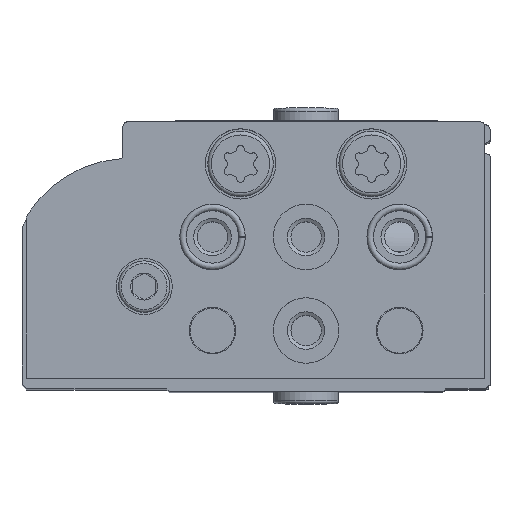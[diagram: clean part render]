
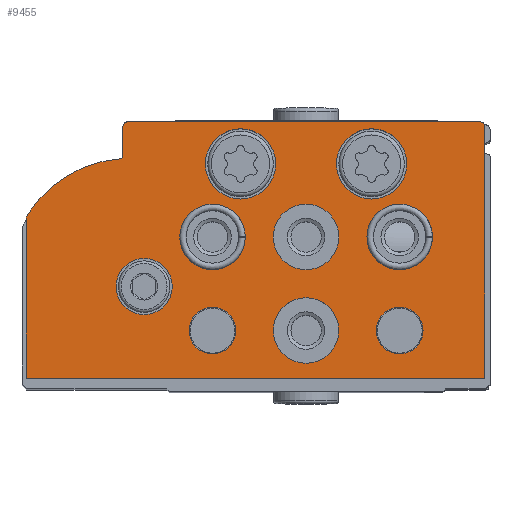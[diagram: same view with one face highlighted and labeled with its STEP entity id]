
A CAD part, top view. The second image highlights one B-rep face of the part: STEP entity #9455.
In plain terms, the highlighted face is planar.
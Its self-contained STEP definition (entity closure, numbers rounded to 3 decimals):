
#279=PLANE('',#10724);
#811=CIRCLE('',#10710,0.5);
#812=CIRCLE('',#10715,1.);
#813=CIRCLE('',#10717,13.);
#814=CIRCLE('',#10719,0.3);
#815=CIRCLE('',#10722,0.5);
#816=CIRCLE('',#10725,3.);
#817=CIRCLE('',#10726,3.75);
#818=CIRCLE('',#10727,3.75);
#819=CIRCLE('',#10728,3.5);
#820=CIRCLE('',#10729,3.5);
#821=CIRCLE('',#10730,3.5);
#822=CIRCLE('',#10731,3.5);
#823=CIRCLE('',#10732,2.5);
#824=CIRCLE('',#10733,2.5);
#1514=LINE('',#16308,#2180);
#1516=LINE('',#16312,#2182);
#1518=LINE('',#16316,#2184);
#1523=LINE('',#16332,#2189);
#1526=LINE('',#16340,#2192);
#2180=VECTOR('',#13185,1000.);
#2182=VECTOR('',#13189,1000.);
#2184=VECTOR('',#13193,1000.);
#2189=VECTOR('',#13212,1000.);
#2192=VECTOR('',#13221,1000.);
#4144=ORIENTED_EDGE('',*,*,#5874,.T.);
#4145=ORIENTED_EDGE('',*,*,#5875,.T.);
#4146=ORIENTED_EDGE('',*,*,#5876,.T.);
#4147=ORIENTED_EDGE('',*,*,#5877,.T.);
#4148=ORIENTED_EDGE('',*,*,#5878,.T.);
#4149=ORIENTED_EDGE('',*,*,#5879,.T.);
#4150=ORIENTED_EDGE('',*,*,#5880,.T.);
#4151=ORIENTED_EDGE('',*,*,#5881,.T.);
#4152=ORIENTED_EDGE('',*,*,#5882,.T.);
#4153=ORIENTED_EDGE('',*,*,#5853,.F.);
#4154=ORIENTED_EDGE('',*,*,#5872,.F.);
#4155=ORIENTED_EDGE('',*,*,#5870,.F.);
#4156=ORIENTED_EDGE('',*,*,#5868,.F.);
#4157=ORIENTED_EDGE('',*,*,#5866,.T.);
#4158=ORIENTED_EDGE('',*,*,#5864,.F.);
#4159=ORIENTED_EDGE('',*,*,#5862,.F.);
#4160=ORIENTED_EDGE('',*,*,#5860,.F.);
#4161=ORIENTED_EDGE('',*,*,#5858,.F.);
#4162=ORIENTED_EDGE('',*,*,#5856,.F.);
#5853=EDGE_CURVE('',#6903,#6904,#811,.T.);
#5856=EDGE_CURVE('',#6904,#6905,#1514,.T.);
#5858=EDGE_CURVE('',#6905,#6906,#1516,.T.);
#5860=EDGE_CURVE('',#6906,#6907,#1518,.T.);
#5862=EDGE_CURVE('',#6907,#6908,#812,.T.);
#5864=EDGE_CURVE('',#6908,#6909,#813,.T.);
#5866=EDGE_CURVE('',#6910,#6909,#814,.T.);
#5868=EDGE_CURVE('',#6910,#6911,#1523,.T.);
#5870=EDGE_CURVE('',#6911,#6912,#815,.T.);
#5872=EDGE_CURVE('',#6912,#6903,#1526,.T.);
#5874=EDGE_CURVE('',#6913,#6913,#816,.T.);
#5875=EDGE_CURVE('',#6914,#6914,#817,.T.);
#5876=EDGE_CURVE('',#6915,#6915,#818,.T.);
#5877=EDGE_CURVE('',#6916,#6916,#819,.T.);
#5878=EDGE_CURVE('',#6917,#6917,#820,.T.);
#5879=EDGE_CURVE('',#6918,#6918,#821,.T.);
#5880=EDGE_CURVE('',#6919,#6919,#822,.T.);
#5881=EDGE_CURVE('',#6920,#6920,#823,.T.);
#5882=EDGE_CURVE('',#6921,#6921,#824,.T.);
#6903=VERTEX_POINT('',#16303);
#6904=VERTEX_POINT('',#16304);
#6905=VERTEX_POINT('',#16309);
#6906=VERTEX_POINT('',#16313);
#6907=VERTEX_POINT('',#16317);
#6908=VERTEX_POINT('',#16321);
#6909=VERTEX_POINT('',#16325);
#6910=VERTEX_POINT('',#16329);
#6911=VERTEX_POINT('',#16333);
#6912=VERTEX_POINT('',#16337);
#6913=VERTEX_POINT('',#16344);
#6914=VERTEX_POINT('',#16346);
#6915=VERTEX_POINT('',#16348);
#6916=VERTEX_POINT('',#16350);
#6917=VERTEX_POINT('',#16352);
#6918=VERTEX_POINT('',#16354);
#6919=VERTEX_POINT('',#16356);
#6920=VERTEX_POINT('',#16358);
#6921=VERTEX_POINT('',#16360);
#7682=EDGE_LOOP('',(#4144));
#7683=EDGE_LOOP('',(#4145));
#7684=EDGE_LOOP('',(#4146));
#7685=EDGE_LOOP('',(#4147));
#7686=EDGE_LOOP('',(#4148));
#7687=EDGE_LOOP('',(#4149));
#7688=EDGE_LOOP('',(#4150));
#7689=EDGE_LOOP('',(#4151));
#7690=EDGE_LOOP('',(#4152));
#7691=EDGE_LOOP('',(#4153,#4154,#4155,#4156,#4157,#4158,#4159,#4160,#4161,
#4162));
#8519=FACE_BOUND('',#7682,.T.);
#8520=FACE_BOUND('',#7683,.T.);
#8521=FACE_BOUND('',#7684,.T.);
#8522=FACE_BOUND('',#7685,.T.);
#8523=FACE_BOUND('',#7686,.T.);
#8524=FACE_BOUND('',#7687,.T.);
#8525=FACE_BOUND('',#7688,.T.);
#8526=FACE_BOUND('',#7689,.T.);
#8527=FACE_BOUND('',#7690,.T.);
#8528=FACE_BOUND('',#7691,.T.);
#9455=ADVANCED_FACE('',(#8519,#8520,#8521,#8522,#8523,#8524,#8525,#8526,
#8527,#8528),#279,.F.);
#10710=AXIS2_PLACEMENT_3D('',#16302,#13179,#13180);
#10715=AXIS2_PLACEMENT_3D('',#16320,#13197,#13198);
#10717=AXIS2_PLACEMENT_3D('',#16324,#13202,#13203);
#10719=AXIS2_PLACEMENT_3D('',#16328,#13207,#13208);
#10722=AXIS2_PLACEMENT_3D('',#16336,#13216,#13217);
#10724=AXIS2_PLACEMENT_3D('',#16342,#13223,#13224);
#10725=AXIS2_PLACEMENT_3D('',#16343,#13225,#13226);
#10726=AXIS2_PLACEMENT_3D('',#16345,#13227,#13228);
#10727=AXIS2_PLACEMENT_3D('',#16347,#13229,#13230);
#10728=AXIS2_PLACEMENT_3D('',#16349,#13231,#13232);
#10729=AXIS2_PLACEMENT_3D('',#16351,#13233,#13234);
#10730=AXIS2_PLACEMENT_3D('',#16353,#13235,#13236);
#10731=AXIS2_PLACEMENT_3D('',#16355,#13237,#13238);
#10732=AXIS2_PLACEMENT_3D('',#16357,#13239,#13240);
#10733=AXIS2_PLACEMENT_3D('',#16359,#13241,#13242);
#13179=DIRECTION('',(0.,0.,1.));
#13180=DIRECTION('',(1.,0.,0.));
#13185=DIRECTION('',(0.,-1.,0.));
#13189=DIRECTION('',(1.,0.,0.));
#13193=DIRECTION('',(0.,1.,0.));
#13197=DIRECTION('',(0.,0.,1.));
#13198=DIRECTION('',(1.,0.,0.));
#13202=DIRECTION('',(0.,0.,1.));
#13203=DIRECTION('',(1.,0.,0.));
#13207=DIRECTION('',(0.,0.,1.));
#13208=DIRECTION('',(1.,0.,0.));
#13212=DIRECTION('',(0.,1.,0.));
#13216=DIRECTION('',(0.,0.,1.));
#13217=DIRECTION('',(1.,0.,0.));
#13221=DIRECTION('',(-1.,0.,0.));
#13223=DIRECTION('',(0.,0.,1.));
#13224=DIRECTION('',(1.,0.,0.));
#13225=DIRECTION('',(0.,0.,1.));
#13226=DIRECTION('',(1.,0.,0.));
#13227=DIRECTION('',(0.,0.,1.));
#13228=DIRECTION('',(1.,0.,0.));
#13229=DIRECTION('',(0.,0.,1.));
#13230=DIRECTION('',(1.,0.,0.));
#13231=DIRECTION('',(0.,0.,1.));
#13232=DIRECTION('',(1.,0.,0.));
#13233=DIRECTION('',(0.,0.,1.));
#13234=DIRECTION('',(1.,0.,0.));
#13235=DIRECTION('',(0.,0.,1.));
#13236=DIRECTION('',(1.,0.,0.));
#13237=DIRECTION('',(0.,0.,1.));
#13238=DIRECTION('',(1.,0.,0.));
#13239=DIRECTION('',(0.,0.,1.));
#13240=DIRECTION('',(1.,0.,0.));
#13241=DIRECTION('',(0.,0.,1.));
#13242=DIRECTION('',(1.,0.,0.));
#16302=CARTESIAN_POINT('',(0.5,26.9,0.));
#16303=CARTESIAN_POINT('',(0.5,27.4,0.));
#16304=CARTESIAN_POINT('',(0.,26.9,0.));
#16308=CARTESIAN_POINT('',(0.,26.9,0.));
#16309=CARTESIAN_POINT('',(0.,0.,0.));
#16312=CARTESIAN_POINT('',(0.,0.,0.));
#16313=CARTESIAN_POINT('',(49.,0.,0.));
#16316=CARTESIAN_POINT('',(49.,0.,0.));
#16317=CARTESIAN_POINT('',(49.,16.98,0.));
#16320=CARTESIAN_POINT('',(48.,16.98,0.));
#16321=CARTESIAN_POINT('',(48.842,17.52,0.));
#16324=CARTESIAN_POINT('',(37.9,10.5,0.));
#16325=CARTESIAN_POINT('',(38.936,23.459,0.));
#16328=CARTESIAN_POINT('',(38.96,23.758,0.));
#16329=CARTESIAN_POINT('',(38.66,23.758,0.));
#16332=CARTESIAN_POINT('',(38.66,23.758,0.));
#16333=CARTESIAN_POINT('',(38.66,26.9,0.));
#16336=CARTESIAN_POINT('',(38.16,26.9,0.));
#16337=CARTESIAN_POINT('',(38.16,27.4,0.));
#16340=CARTESIAN_POINT('',(38.16,27.4,0.));
#16342=CARTESIAN_POINT('',(0.5,26.9,0.));
#16343=CARTESIAN_POINT('',(36.4,9.8,0.));
#16344=CARTESIAN_POINT('',(39.4,9.8,0.));
#16345=CARTESIAN_POINT('',(26.1,22.9,0.));
#16346=CARTESIAN_POINT('',(29.85,22.9,0.));
#16347=CARTESIAN_POINT('',(12.1,22.9,0.));
#16348=CARTESIAN_POINT('',(15.85,22.9,0.));
#16349=CARTESIAN_POINT('',(29.1,15.1,0.));
#16350=CARTESIAN_POINT('',(32.6,15.1,0.));
#16351=CARTESIAN_POINT('',(19.1,15.1,0.));
#16352=CARTESIAN_POINT('',(22.6,15.1,0.));
#16353=CARTESIAN_POINT('',(9.1,15.1,0.));
#16354=CARTESIAN_POINT('',(12.6,15.1,0.));
#16355=CARTESIAN_POINT('',(19.1,5.1,0.));
#16356=CARTESIAN_POINT('',(22.6,5.1,0.));
#16357=CARTESIAN_POINT('',(29.1,5.1,0.));
#16358=CARTESIAN_POINT('',(31.6,5.1,0.));
#16359=CARTESIAN_POINT('',(9.1,5.1,0.));
#16360=CARTESIAN_POINT('',(11.6,5.1,0.));
